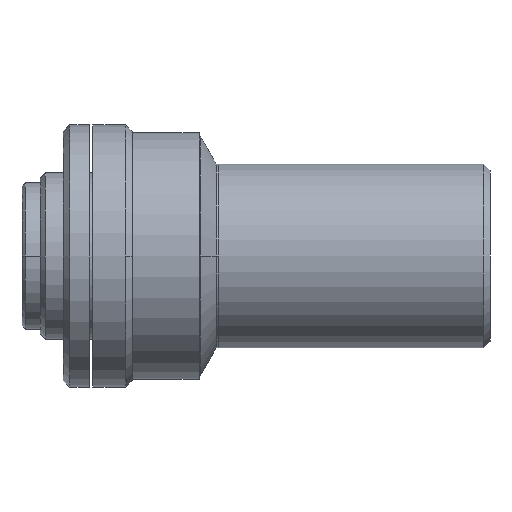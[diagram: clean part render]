
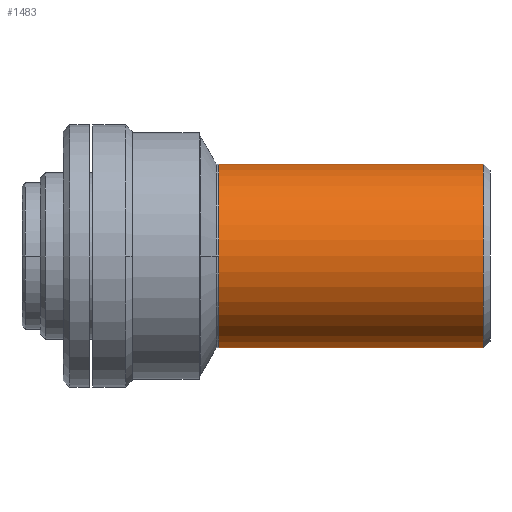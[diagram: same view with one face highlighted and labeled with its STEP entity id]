
A CAD part, front view. The second image highlights one B-rep face of the part: STEP entity #1483.
In plain terms, the highlighted cylindrical face has radius 14 mm (diameter 28 mm), a partial arc.
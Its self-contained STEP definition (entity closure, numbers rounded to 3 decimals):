
#24 = AXIS2_PLACEMENT_3D ( 'NONE', #1906, #1907, #1908 ) ;
#41 = VERTEX_POINT ( 'NONE', #134 ) ;
#104 = CARTESIAN_POINT ( 'NONE',  ( 41.255, 0., 14. ) ) ;
#134 = CARTESIAN_POINT ( 'NONE',  ( 81.535, 0., 14. ) ) ;
#215 = VERTEX_POINT ( 'NONE', #104 ) ;
#348 = VERTEX_POINT ( 'NONE', #1645 ) ;
#353 = VERTEX_POINT ( 'NONE', #1649 ) ;
#390 = EDGE_CURVE ( 'NONE', #215, #353, #3907, .T. ) ;
#391 = EDGE_CURVE ( 'NONE', #41, #215, #3899, .T. ) ;
#1122 = ORIENTED_EDGE ( 'NONE', *, *, #391, .T. ) ;
#1127 = ORIENTED_EDGE ( 'NONE', *, *, #1218, .F. ) ;
#1138 = ORIENTED_EDGE ( 'NONE', *, *, #1228, .T. ) ;
#1140 = ORIENTED_EDGE ( 'NONE', *, *, #390, .T. ) ;
#1191 = EDGE_LOOP ( 'NONE', ( #1127, #1138, #1122, #1140 ) ) ;
#1218 = EDGE_CURVE ( 'NONE', #348, #353, #3939, .T. ) ;
#1228 = EDGE_CURVE ( 'NONE', #348, #41, #3955, .T. ) ;
#1483 = ADVANCED_FACE ( 'NONE', ( #2208 ), #2214, .T. ) ;
#1645 = CARTESIAN_POINT ( 'NONE',  ( 81.535, 0., -14. ) ) ;
#1649 = CARTESIAN_POINT ( 'NONE',  ( 41.255, 0., -14. ) ) ;
#1895 = DIRECTION ( 'NONE',  ( -1., 0., 0. ) ) ;
#1905 = CARTESIAN_POINT ( 'NONE',  ( 0., 0., 14. ) ) ;
#1906 = CARTESIAN_POINT ( 'NONE',  ( 41.255, 0., 0. ) ) ;
#1907 = DIRECTION ( 'NONE',  ( 1., 0., 0. ) ) ;
#1908 = DIRECTION ( 'NONE',  ( 0., 0., 1. ) ) ;
#2208 = FACE_OUTER_BOUND ( 'NONE', #1191, .T. ) ;
#2214 = CYLINDRICAL_SURFACE ( 'NONE', #3567, 14. ) ;
#2874 = DIRECTION ( 'NONE',  ( 0., 0., 1. ) ) ;
#2876 = DIRECTION ( 'NONE',  ( -1., 0., 0. ) ) ;
#2878 = CARTESIAN_POINT ( 'NONE',  ( 0., 0., 0. ) ) ;
#2917 = CARTESIAN_POINT ( 'NONE',  ( 0., 0., -14. ) ) ;
#2957 = DIRECTION ( 'NONE',  ( -1., 0., 0. ) ) ;
#3093 = CARTESIAN_POINT ( 'NONE',  ( 81.535, 0., 0. ) ) ;
#3094 = DIRECTION ( 'NONE',  ( -1., 0., 0. ) ) ;
#3095 = DIRECTION ( 'NONE',  ( 0., 0., 1. ) ) ;
#3523 = AXIS2_PLACEMENT_3D ( 'NONE', #3093, #3094, #3095 ) ;
#3567 = AXIS2_PLACEMENT_3D ( 'NONE', #2878, #2876, #2874 ) ;
#3899 = LINE ( 'NONE', #1905, #3911 ) ;
#3907 = CIRCLE ( 'NONE', #24, 14. ) ;
#3911 = VECTOR ( 'NONE', #1895, 1000. ) ;
#3939 = LINE ( 'NONE', #2917, #3943 ) ;
#3943 = VECTOR ( 'NONE', #2957, 1000. ) ;
#3955 = CIRCLE ( 'NONE', #3523, 14. ) ;
